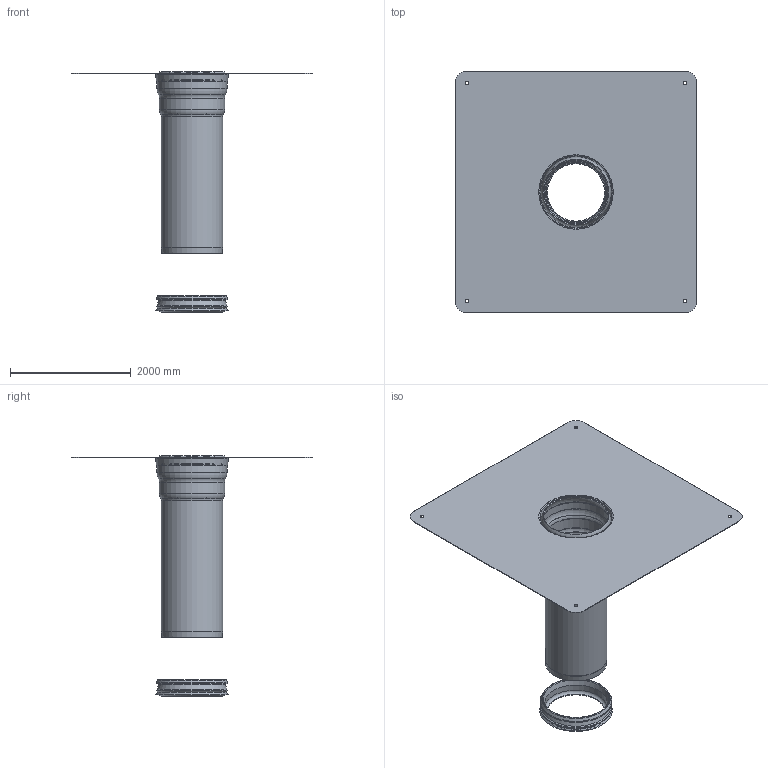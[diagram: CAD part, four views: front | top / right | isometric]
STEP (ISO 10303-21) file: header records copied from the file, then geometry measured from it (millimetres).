
FILE_DESCRIPTION(/* description */ (''),/* implementation_level */ '2;1');
FILE_NAME(/* name */ '12100.100X_3D.stp',/* time_stamp */ '2024-12-11T14:22:01+01:00',/* author */ ('CAD'),/* organization */ (''),/* preprocessor_version */ 'ST-DEVELOPER v20',/* originating_system */ 'AutoCAD Mechanical',/* authorisation */ '');
FILE_SCHEMA (('AUTOMOTIVE_DESIGN { 1 0 10303 214 3 1 1 }'));
Length unit declared in the file: centimetre
Products named in the file (2): Product; *S0
Assembly tree (1 placements, depth 2):
  Product
    *S0
Bounding box: 4000 x 4000 x 3970 mm (x, y, z)
Volume: 316745195.8 mm3; surface area: 52998401.4 mm2
Topology: 3 solids, 3 shells, 62 faces, 156 edges, 103 vertices
Faces by surface type: torus 20, cylinder 17, cone 13, plane 11, bspline 1
Full cylindrical faces by diameter (mm): 60 x4, 950 x1, 992 x1, 1016 x1, 1036 x1, 1054 x1, 1078 x1, 1134 x1, 1158 x1, 1190 x1
Entity records: 2025 total; most frequent: DIRECTION 395, CARTESIAN_POINT 341, ORIENTED_EDGE 308, AXIS2_PLACEMENT_3D 175, EDGE_CURVE 154, CIRCLE 111, VERTEX_POINT 99, EDGE_LOOP 77
